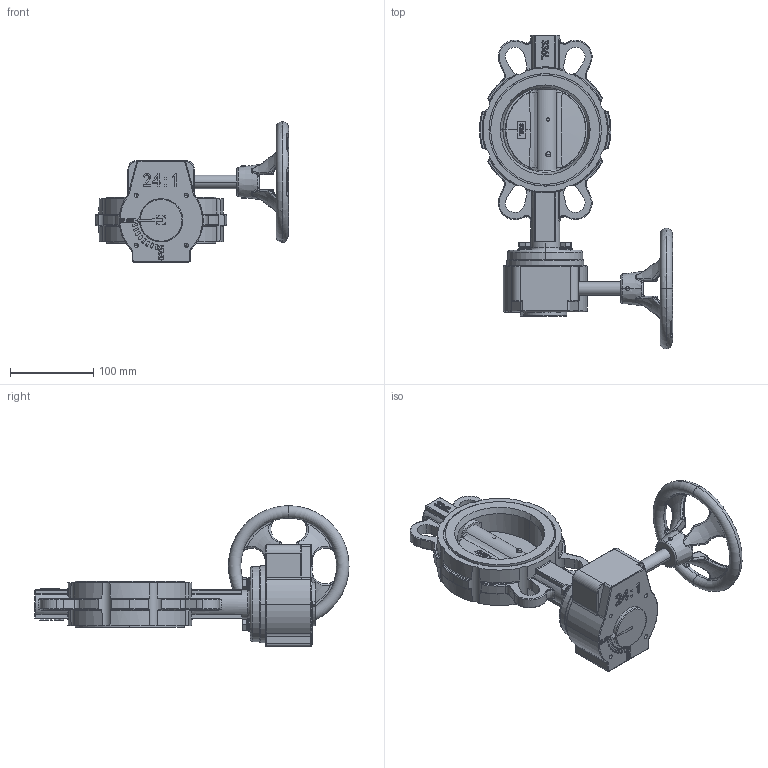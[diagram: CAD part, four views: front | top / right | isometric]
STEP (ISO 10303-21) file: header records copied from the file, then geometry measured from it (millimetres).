
FILE_DESCRIPTION (( 'STEP AP203' ), '1' );
FILE_NAME ('J9 DN100 + RM PN25.STEP', '2023-11-21T07:09:22', ( '' ), ( '' ), 'SwSTEP 2.0', 'SolidWorks 2023', '' );
FILE_SCHEMA (( 'CONFIG_CONTROL_DESIGN' ));
Products named in the file (1): J9 DN100 + RM PN25
Bounding box: 232 x 377.3 x 169 mm (x, y, z)
Volume: 1606251.3 mm3; surface area: 243059.3 mm2
Topology: 1 solids, 11 shells, 1550 faces, 3920 edges, 2399 vertices
Faces by surface type: plane 585, bspline 332, cylinder 293, torus 172, cone 116, sphere 52
Entity records: 79426 total; most frequent: CARTESIAN_POINT 44627, ORIENTED_EDGE 7692, DIRECTION 6556, EDGE_CURVE 3846, AXIS2_PLACEMENT_3D 2443, VERTEX_POINT 2399, VECTOR 1670, LINE 1670
